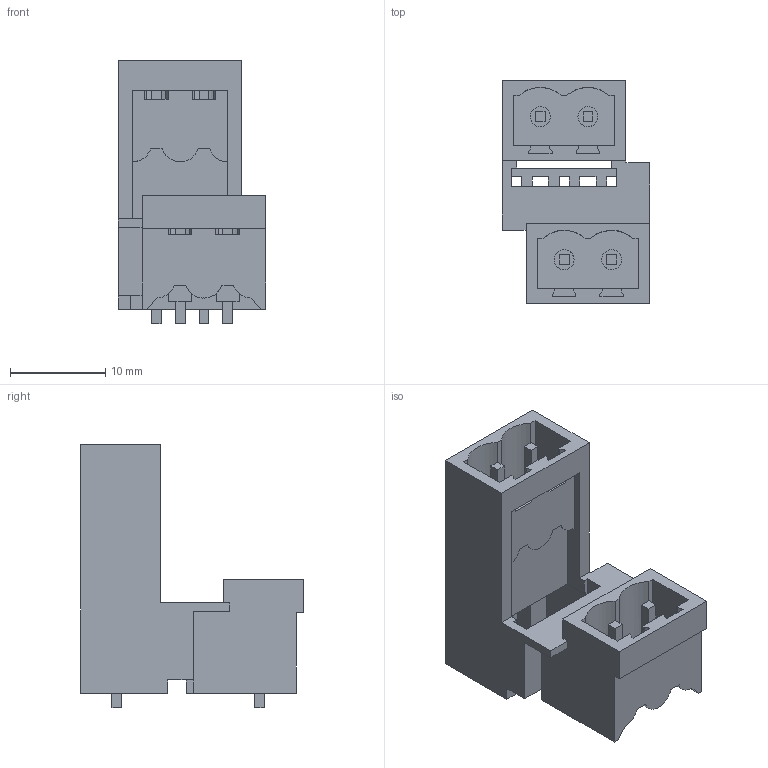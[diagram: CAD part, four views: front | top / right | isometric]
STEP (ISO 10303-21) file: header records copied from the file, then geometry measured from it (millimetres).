
FILE_DESCRIPTION(('CATIA V5 STEP Exchange','CAx-IF Rec.Pracs.--- Model Styling and Organization---1.4--- 2014-01-23'),'2;1');
FILE_NAME ('D1487407_0_1894980000_1894980000.stp','2021-05-17T07:26:15+00:00',('none'),('Weidmueller'),'CATIA Version 5-6 Release 2016 SP3 HF44','CATIA V5 STEP AP214','none');
FILE_SCHEMA(('AUTOMOTIVE_DESIGN { 1 0 10303 214 1 1 1 1 }'));
Length unit declared in the file: millimetre
Products named in the file (1): 1894980000
Bounding box: 15.5 x 23.43 x 27.66 mm (x, y, z)
Volume: 2541.3 mm3; surface area: 4193.1 mm2
Topology: 5 solids, 5 shells, 205 faces, 620 edges, 416 vertices
Faces by surface type: plane 186, cylinder 17, extrusion 2
Entity records: 7050 total; most frequent: CARTESIAN_POINT 1315, ORIENTED_EDGE 1240, DIRECTION 974, EDGE_CURVE 620, VECTOR 551, LINE 549, VERTEX_POINT 416, AXIS2_PLACEMENT_3D 241
